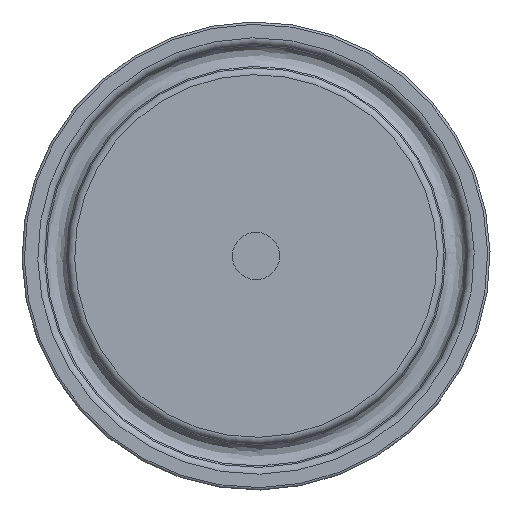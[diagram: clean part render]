
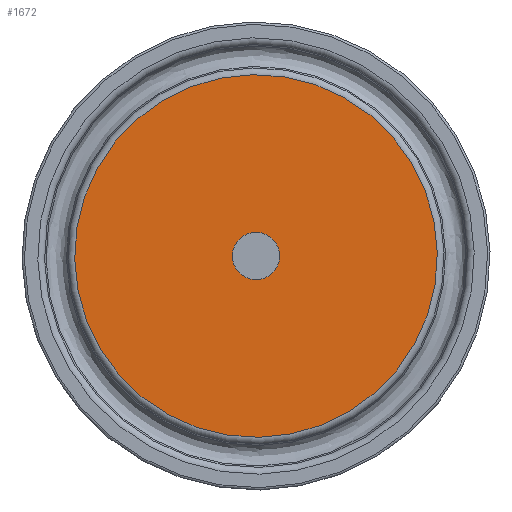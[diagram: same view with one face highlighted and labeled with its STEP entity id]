
A CAD part, front view. The second image highlights one B-rep face of the part: STEP entity #1672.
In plain terms, the highlighted planar face has unit normal (0, -1, 0).
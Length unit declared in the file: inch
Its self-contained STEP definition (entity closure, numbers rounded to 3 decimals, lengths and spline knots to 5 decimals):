
#1621=CARTESIAN_POINT('',(0.75282,-1.2785,0.1471));
#1622=VERTEX_POINT('',#1621);
#1623=CARTESIAN_POINT('',(0.,-1.2785,0.));
#1624=DIRECTION('',(0.,1.,0.));
#1625=DIRECTION('',(-0.981,0.,-0.192));
#1626=AXIS2_PLACEMENT_3D('',#1623,#1624,#1625);
#1627=CIRCLE('',#1626,0.76706);
#1628=EDGE_CURVE('',#1622,#1622,#1627,.T.);
#1653=CARTESIAN_POINT('',(0.43555,-1.2785,0.0851));
#1654=DIRECTION('',(0.0,-1.0,0.0));
#1655=DIRECTION('',(0.192,0.0,-0.981));
#1656=AXIS2_PLACEMENT_3D('',#1653,#1654,#1655);
#1657=PLANE('',#1656);
#1658=ORIENTED_EDGE('',*,*,#1628,.F.);
#1659=EDGE_LOOP('',(#1658));
#1660=FACE_OUTER_BOUND('',#1659,.T.);
#1661=CARTESIAN_POINT('',(0.09814,-1.2785,0.01918));
#1662=VERTEX_POINT('',#1661);
#1663=CARTESIAN_POINT('',(0.,-1.2785,0.));
#1664=DIRECTION('',(0.,-1.0,0.));
#1665=DIRECTION('',(0.981,0.,0.192));
#1666=AXIS2_PLACEMENT_3D('',#1663,#1664,#1665);
#1667=CIRCLE('',#1666,0.1);
#1668=EDGE_CURVE('',#1662,#1662,#1667,.T.);
#1669=ORIENTED_EDGE('',*,*,#1668,.F.);
#1670=EDGE_LOOP('',(#1669));
#1671=FACE_BOUND('',#1670,.T.);
#1672=ADVANCED_FACE('',(#1660,#1671),#1657,.T.);
